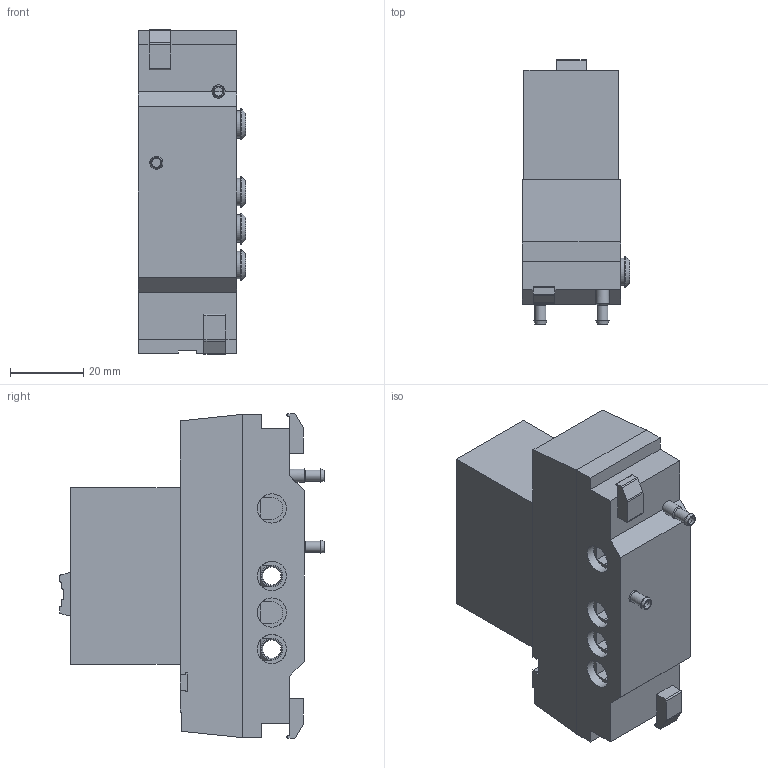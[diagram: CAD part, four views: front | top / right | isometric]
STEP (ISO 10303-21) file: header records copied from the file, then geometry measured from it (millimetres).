
FILE_DESCRIPTION(/* description */ ('STEP AP214'),/* implementation_level */ '2;1');
FILE_NAME(/* name */ '10535_TAA-2N-PK-3-01-B',/* time_stamp */ '2024-09-15T15:23:48+02:00',/* author */ ('License CC BY-ND 4.0'),/* organization */ ('CADENAS'),/* preprocessor_version */ 'ST-DEVELOPER v19.3',/* originating_system */ 'PARTsolutions',/* authorisation */ ' ');
FILE_SCHEMA (('PROCESS_PLANNING_SCHEMA','AUTOMOTIVE_DESIGN {1 0 10303 214 3 1 1}'));
Length unit declared in the file: millimetre
Products named in the file (1): 10535 TAA-2N-PK-3-01-B
Bounding box: 29.5 x 72.5 x 88.8 mm (x, y, z)
Volume: 108664.4 mm3; surface area: 20626.6 mm2
Topology: 1 solids, 1 shells, 229 faces, 573 edges, 357 vertices
Faces by surface type: plane 151, cylinder 58, cone 20
Full cylindrical faces by diameter (mm): 2.5 x2, 3 x2, 3.6 x1, 5 x4, 7.5 x4, 8 x13, 8.5 x4
Entity records: 8029 total; most frequent: DIRECTION 1142, CARTESIAN_POINT 1076, ORIENTED_EDGE 1012, EDGE_CURVE 506, AXIS2_PLACEMENT_3D 406, VERTEX_POINT 340, LINE 330, VECTOR 330
